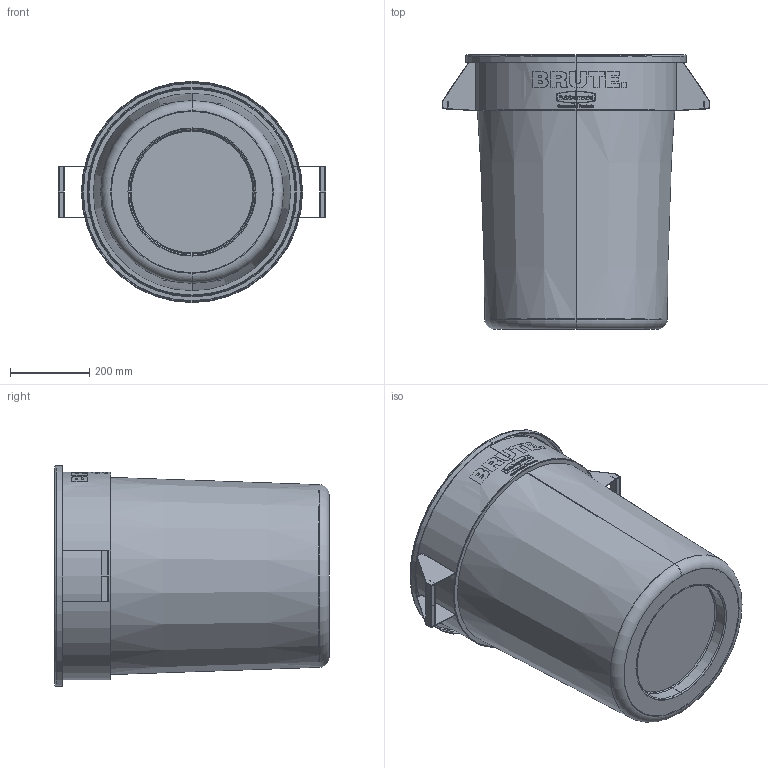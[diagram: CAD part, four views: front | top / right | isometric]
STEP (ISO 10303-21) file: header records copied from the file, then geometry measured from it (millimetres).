
FILE_DESCRIPTION (( 'STEP AP214' ), '1' );
FILE_NAME ('Rubbermaid Grey Brute Trash Can.STEP', '2015-06-29T12:24:05', ( '' ), ( '' ), 'SwSTEP 2.0', 'SolidWorks 2013', '' );
FILE_SCHEMA (( 'AUTOMOTIVE_DESIGN' ));
Length unit declared in the file: inch
Products named in the file (1): Rubbermaid Grey Brute Trash Can
Bounding box: 676.76 x 693.74 x 559.28 mm (x, y, z)
Volume: 2185497.6 mm3; surface area: 2723387.5 mm2
Topology: 9 solids, 9 shells, 197 faces, 780 edges, 656 vertices
Faces by surface type: cylinder 106, plane 65, torus 22, cone 4
Entity records: 19534 total; most frequent: CARTESIAN_POINT 11537, ORIENTED_EDGE 1560, DIRECTION 1080, EDGE_CURVE 780, VERTEX_POINT 656, AXIS2_PLACEMENT_3D 396, VECTOR 288, LINE 288
